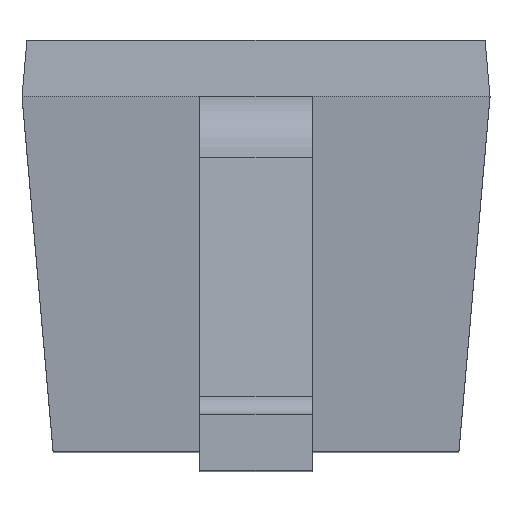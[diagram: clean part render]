
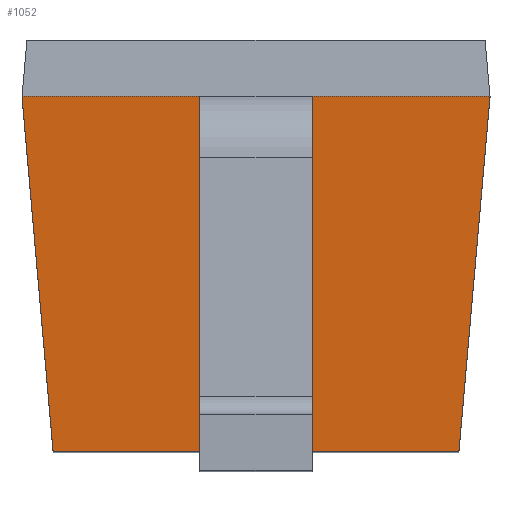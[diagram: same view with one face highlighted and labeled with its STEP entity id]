
A CAD part, top view. The second image highlights one B-rep face of the part: STEP entity #1052.
In plain terms, the highlighted planar face has unit normal (0, -0.087, 0.996).
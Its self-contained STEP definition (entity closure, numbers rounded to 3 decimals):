
#33 = FACE_OUTER_BOUND ( 'NONE', #908, .T. ) ;
#46 = VECTOR ( 'NONE', #1187, 1000. ) ;
#90 = VERTEX_POINT ( 'NONE', #773 ) ;
#98 = VECTOR ( 'NONE', #823, 1000. ) ;
#148 = CARTESIAN_POINT ( 'NONE',  ( 0.625, 0., 0.85 ) ) ;
#173 = ORIENTED_EDGE ( 'NONE', *, *, #810, .F. ) ;
#216 = VERTEX_POINT ( 'NONE', #1091 ) ;
#222 = DIRECTION ( 'NONE',  ( 1., 0., 0. ) ) ;
#259 = LINE ( 'NONE', #789, #1178 ) ;
#266 = VERTEX_POINT ( 'NONE', #1214 ) ;
#290 = LINE ( 'NONE', #148, #98 ) ;
#305 = LINE ( 'NONE', #474, #46 ) ;
#350 = CARTESIAN_POINT ( 'NONE',  ( 0.625, 0., 0.85 ) ) ;
#403 = VERTEX_POINT ( 'NONE', #617 ) ;
#428 = EDGE_CURVE ( 'NONE', #403, #266, #1127, .T. ) ;
#458 = VECTOR ( 'NONE', #1205, 1000. ) ;
#466 = ORIENTED_EDGE ( 'NONE', *, *, #428, .F. ) ;
#474 = CARTESIAN_POINT ( 'NONE',  ( -0.625, 0., 0.85 ) ) ;
#535 = DIRECTION ( 'NONE',  ( 0., -0.087, 0.996 ) ) ;
#553 = PLANE ( 'NONE',  #1084 ) ;
#617 = CARTESIAN_POINT ( 'NONE',  ( -0.625, 0., 0.85 ) ) ;
#773 = CARTESIAN_POINT ( 'NONE',  ( -0.542, -0.95, 0.767 ) ) ;
#789 = CARTESIAN_POINT ( 'NONE',  ( 0., -0.95, 0.767 ) ) ;
#808 = CARTESIAN_POINT ( 'NONE',  ( 0.625, 0., 0.85 ) ) ;
#810 = EDGE_CURVE ( 'NONE', #90, #403, #305, .T. ) ;
#823 = DIRECTION ( 'NONE',  ( 0.087, 0.992, 0.087 ) ) ;
#908 = EDGE_LOOP ( 'NONE', ( #466, #173, #1273, #1058 ) ) ;
#926 = EDGE_CURVE ( 'NONE', #90, #216, #259, .T. ) ;
#1052 = ADVANCED_FACE ( 'NONE', ( #33 ), #553, .T. ) ;
#1058 = ORIENTED_EDGE ( 'NONE', *, *, #1108, .T. ) ;
#1084 = AXIS2_PLACEMENT_3D ( 'NONE', #350, #535, #1141 ) ;
#1091 = CARTESIAN_POINT ( 'NONE',  ( 0.542, -0.95, 0.767 ) ) ;
#1108 = EDGE_CURVE ( 'NONE', #216, #266, #290, .T. ) ;
#1127 = LINE ( 'NONE', #808, #458 ) ;
#1141 = DIRECTION ( 'NONE',  ( 0., -0.996, -0.087 ) ) ;
#1178 = VECTOR ( 'NONE', #222, 1000. ) ;
#1187 = DIRECTION ( 'NONE',  ( -0.087, 0.992, 0.087 ) ) ;
#1205 = DIRECTION ( 'NONE',  ( 1., 0., 0. ) ) ;
#1214 = CARTESIAN_POINT ( 'NONE',  ( 0.625, 0., 0.85 ) ) ;
#1273 = ORIENTED_EDGE ( 'NONE', *, *, #926, .T. ) ;
